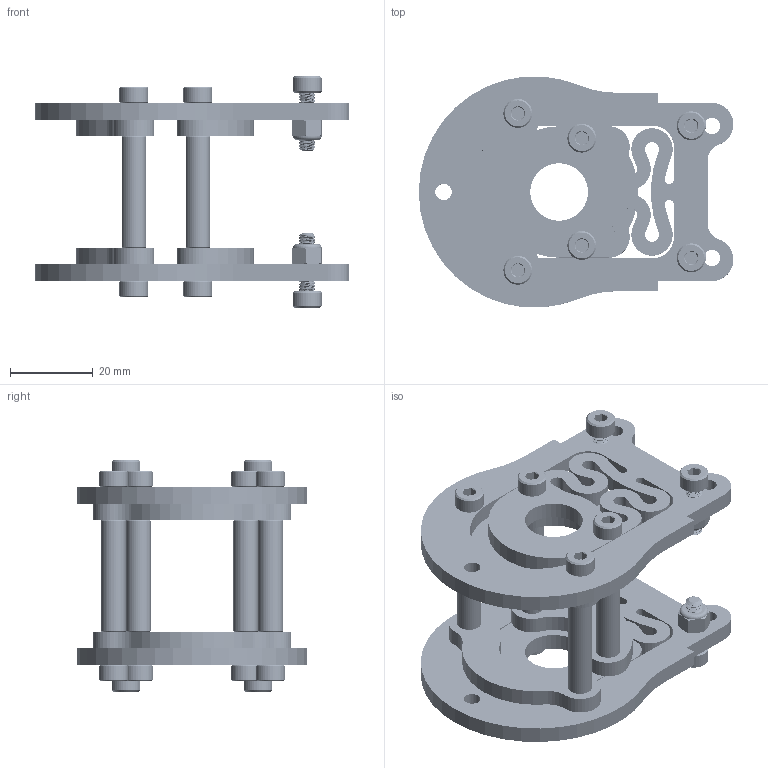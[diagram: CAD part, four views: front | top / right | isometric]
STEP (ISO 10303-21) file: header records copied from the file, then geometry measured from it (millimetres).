
FILE_DESCRIPTION (( 'STEP AP214' ), '1' );
FILE_NAME ('2406-0001-0001 Assembly.STEP', '2021-10-07T19:51:34', ( '' ), ( '' ), 'SwSTEP 2.0', 'SolidWorks 2016', '' );
FILE_SCHEMA (( 'AUTOMOTIVE_DESIGN' ));
Length unit declared in the file: millimetre
Products named in the file (7): 1131-0004-0005; 1501-0006-0270; 1131-0004-0006; 2800-0004-0014_90128A207; 1131-0004-0004 Compressed; 2812-0004-0007_90576A103; 2406-0001-0001 Assembly
Assembly tree (26 placements, depth 2):
  2406-0001-0001 Assembly
    1131-0004-0004 Compressed  x2
    1131-0004-0005  x2
    1131-0004-0006  x2
    1501-0006-0270  x4
    2800-0004-0014_90128A207  x12
    2812-0004-0007_90576A103  x4
Bounding box: 76.17 x 55.87 x 56 mm (x, y, z)
Volume: 34446.9 mm3; surface area: 33317 mm2
Topology: 26 solids, 26 shells, 2340 faces, 6448 edges, 4184 vertices
Faces by surface type: cylinder 1734, cone 280, plane 254, bspline 48, torus 24
Entity records: 24573 total; most frequent: CARTESIAN_POINT 13475, ORIENTED_EDGE 2408, DIRECTION 1951, EDGE_CURVE 1204, VERTEX_POINT 788, AXIS2_PLACEMENT_3D 760, EDGE_LOOP 476, ADVANCED_FACE 434
